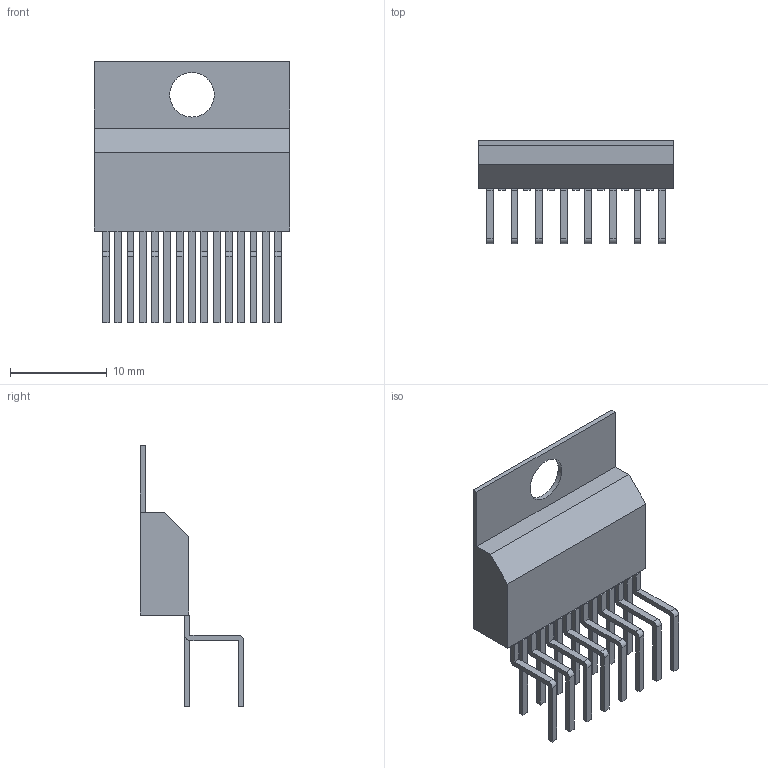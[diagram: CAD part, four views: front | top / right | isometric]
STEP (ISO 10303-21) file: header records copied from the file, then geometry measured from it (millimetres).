
FILE_DESCRIPTION(('FreeCAD Model'),'2;1');
FILE_NAME('179317.2.2.stp','2020-09-01T12:17:47',( 'Author'),(''),'Open CASCADE STEP processor 6.9','FreeCAD','Unknown' );
FILE_SCHEMA(('AUTOMOTIVE_DESIGN { 1 0 10303 214 1 1 1 1 }'));
Length unit declared in the file: millimetre
Products named in the file (5): ASSEMBLY; Tab; Body; StraightPinsArray; BentPinsArray
Assembly tree (4 placements, depth 2):
  ASSEMBLY
    Tab
    Body
    StraightPinsArray
    BentPinsArray
Bounding box: 20.2 x 10.64 x 26.95 mm (x, y, z)
Volume: 1138.8 mm3; surface area: 1443.9 mm2
Topology: 17 solids, 17 shells, 152 faces, 354 edges, 236 vertices
Faces by surface type: plane 135, cylinder 17
Full cylindrical faces by diameter (mm): 4.6 x1
Entity records: 9125 total; most frequent: CARTESIAN_POINT 1579, DIRECTION 1376, LINE 978, VECTOR 978, ORIENTED_EDGE 708, PCURVE 708, DEFINITIONAL_REPRESENTATION 708, EDGE_CURVE 354
